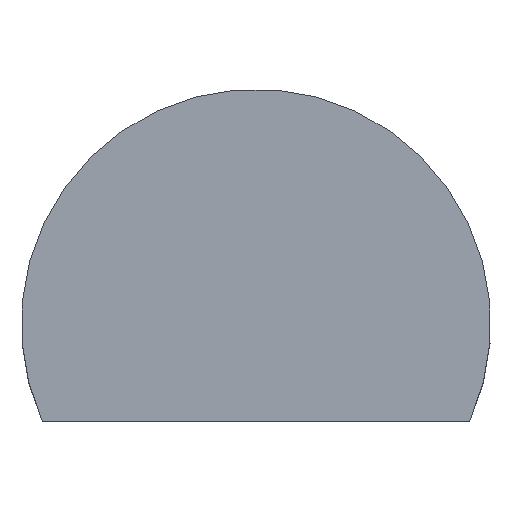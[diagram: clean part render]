
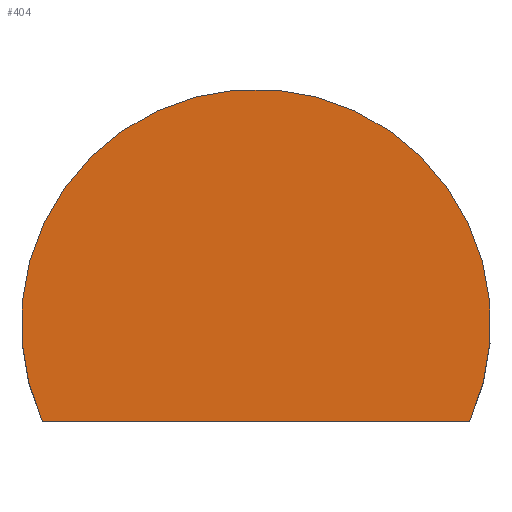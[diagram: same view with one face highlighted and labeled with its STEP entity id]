
A CAD part, top view. The second image highlights one B-rep face of the part: STEP entity #404.
In plain terms, the highlighted planar face has unit normal (0, 0, 1).
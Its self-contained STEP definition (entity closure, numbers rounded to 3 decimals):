
#323=CARTESIAN_POINT('',(3.639,-0.444,5.334));
#322=VERTEX_POINT('',#323);
#333=CARTESIAN_POINT('',(-1.099,-0.444,5.334));
#332=VERTEX_POINT('',#333);
#331=EDGE_CURVE('',#332,#322,#336,.T.);
#336=LINE('',#333,#338);
#338=VECTOR('',#339,4.738);
#339=DIRECTION('',(1.0,0.0,0.0));
#360=EDGE_CURVE($,#322,#332,#365,.T.);
#365=CIRCLE($,#366,2.604);
#367=CARTESIAN_POINT('',(1.27,0.635,5.334));
#366=AXIS2_PLACEMENT_3D($,#367,#368,#369);
#368=DIRECTION('',(0.0,0.0,1.0));
#369=DIRECTION('',(-1.0,0.0,0.0));
#404=ADVANCED_FACE($,(#410),#405,.T.);
#405=PLANE($,#406);
#406=AXIS2_PLACEMENT_3D($,#407,#408,#409);
#407=CARTESIAN_POINT('',(1.27,0.635,5.334));
#408=DIRECTION('',(0.,0.,1.));
#409=DIRECTION('',(1.,0.,0.));
#410=FACE_OUTER_BOUND($,#411,.T.);
#411=EDGE_LOOP($,(#412, #423));
#412=ORIENTED_EDGE('',*,*,#331,.T.);
#423=ORIENTED_EDGE('',*,*,#360,.T.);
